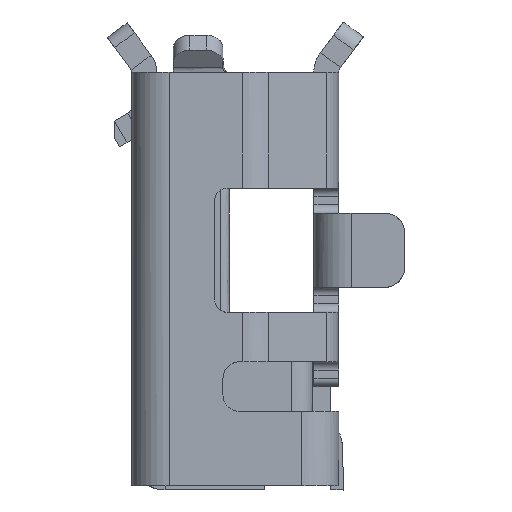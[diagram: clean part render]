
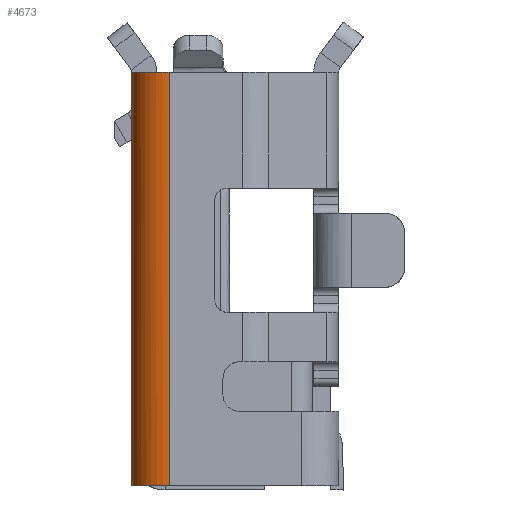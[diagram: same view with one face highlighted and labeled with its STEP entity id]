
A CAD part, left-side view. The second image highlights one B-rep face of the part: STEP entity #4673.
In plain terms, the highlighted free-form (B-spline) face has degree [1, 3] with [2, 4] control points.
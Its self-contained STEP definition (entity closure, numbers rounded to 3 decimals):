
#921 = CARTESIAN_POINT ( 'NONE',  ( -3.11, 2.5, 2.518 ) ) ;
#1566 = CARTESIAN_POINT ( 'NONE',  ( -3.343, 2.453, -2.482 ) ) ;
#1602 = CARTESIAN_POINT ( 'NONE',  ( -3.56, 2.05, -2.482 ) ) ;
#1731 = VERTEX_POINT ( 'NONE', #22634 ) ;
#1953 = VERTEX_POINT ( 'NONE', #1989 ) ;
#1989 = CARTESIAN_POINT ( 'NONE',  ( -3.11, 2.5, 2.518 ) ) ;
#2230 = EDGE_CURVE ( 'NONE', #2678, #15934, #4721, .T. ) ;
#2678 = VERTEX_POINT ( 'NONE', #9084 ) ;
#2746 = EDGE_LOOP ( 'NONE', ( #12053, #7603, #16034, #18744 ) ) ;
#3131 = CARTESIAN_POINT ( 'NONE',  ( -3.56, 2.168, -2.482 ) ) ;
#3279 = CARTESIAN_POINT ( 'NONE',  ( -3.56, 2.05, 2.518 ) ) ;
#3583 = CARTESIAN_POINT ( 'NONE',  ( -3.56, 2.05, 2.518 ) ) ;
#3585 = B_SPLINE_CURVE_WITH_KNOTS ( 'NONE', 1,
 ( #921, #19393 ),
 .UNSPECIFIED., .F., .F.,
 ( 2, 2 ),
 ( 0., 1. ),
 .UNSPECIFIED. ) ;
#4673 = ADVANCED_FACE ( 'NONE', ( #14330 ), #5676, .F. ) ;
#4721 = B_SPLINE_CURVE_WITH_KNOTS ( 'NONE', 3,
 ( #17891, #3131, #19447, #1566, #6819, #12116 ),
 .UNSPECIFIED., .F., .F.,
 ( 4, 2, 4 ),
 ( 0., 0.5, 1. ),
 .UNSPECIFIED. ) ;
#5487 = CARTESIAN_POINT ( 'NONE',  ( -3.343, 2.453, 2.518 ) ) ;
#5676 =( BOUNDED_SURFACE ( )  B_SPLINE_SURFACE ( 1, 3, ( 
 ( #23557, #7089, #21637, #21398 ),
 ( #8533, #19830, #17919, #3279 ) ),
 .UNSPECIFIED., .F., .F., .T. ) 
 B_SPLINE_SURFACE_WITH_KNOTS ( ( 2, 2 ),
 ( 4, 4 ),
 ( 0.019, 0.981 ),
 ( 0., 1. ),
 .UNSPECIFIED. ) 
 GEOMETRIC_REPRESENTATION_ITEM ( )  RATIONAL_B_SPLINE_SURFACE ( (
 ( 1., 0.805, 0.805, 1.),
 ( 1., 0.805, 0.805, 1.) ) ) 
 REPRESENTATION_ITEM ( '' )  SURFACE ( )  );
#6819 = CARTESIAN_POINT ( 'NONE',  ( -3.229, 2.5, -2.482 ) ) ;
#7089 = CARTESIAN_POINT ( 'NONE',  ( -3.374, 2.5, -2.482 ) ) ;
#7285 = EDGE_CURVE ( 'NONE', #1953, #15934, #3585, .T. ) ;
#7603 = ORIENTED_EDGE ( 'NONE', *, *, #7840, .F. ) ;
#7840 = EDGE_CURVE ( 'NONE', #1731, #2678, #19018, .T. ) ;
#8533 = CARTESIAN_POINT ( 'NONE',  ( -3.11, 2.5, 2.518 ) ) ;
#9084 = CARTESIAN_POINT ( 'NONE',  ( -3.56, 2.05, -2.482 ) ) ;
#12053 = ORIENTED_EDGE ( 'NONE', *, *, #2230, .F. ) ;
#12116 = CARTESIAN_POINT ( 'NONE',  ( -3.11, 2.5, -2.482 ) ) ;
#12697 = CARTESIAN_POINT ( 'NONE',  ( -3.513, 2.283, 2.518 ) ) ;
#12978 = CARTESIAN_POINT ( 'NONE',  ( -3.11, 2.5, -2.482 ) ) ;
#14330 = FACE_OUTER_BOUND ( 'NONE', #2746, .T. ) ;
#15934 = VERTEX_POINT ( 'NONE', #12978 ) ;
#16034 = ORIENTED_EDGE ( 'NONE', *, *, #16437, .F. ) ;
#16204 = CARTESIAN_POINT ( 'NONE',  ( -3.11, 2.5, 2.518 ) ) ;
#16437 = EDGE_CURVE ( 'NONE', #1953, #1731, #20946, .T. ) ;
#17891 = CARTESIAN_POINT ( 'NONE',  ( -3.56, 2.05, -2.482 ) ) ;
#17919 = CARTESIAN_POINT ( 'NONE',  ( -3.56, 2.314, 2.518 ) ) ;
#17984 = CARTESIAN_POINT ( 'NONE',  ( -3.228, 2.5, 2.518 ) ) ;
#18043 = CARTESIAN_POINT ( 'NONE',  ( -3.56, 2.05, 2.518 ) ) ;
#18744 = ORIENTED_EDGE ( 'NONE', *, *, #7285, .T. ) ;
#19018 = B_SPLINE_CURVE_WITH_KNOTS ( 'NONE', 1,
 ( #18043, #1602 ),
 .UNSPECIFIED., .F., .F.,
 ( 2, 2 ),
 ( 0., 1. ),
 .UNSPECIFIED. ) ;
#19393 = CARTESIAN_POINT ( 'NONE',  ( -3.11, 2.5, -2.482 ) ) ;
#19447 = CARTESIAN_POINT ( 'NONE',  ( -3.513, 2.283, -2.482 ) ) ;
#19830 = CARTESIAN_POINT ( 'NONE',  ( -3.374, 2.5, 2.518 ) ) ;
#20014 = CARTESIAN_POINT ( 'NONE',  ( -3.56, 2.169, 2.518 ) ) ;
#20946 = B_SPLINE_CURVE_WITH_KNOTS ( 'NONE', 3,
 ( #16204, #17984, #5487, #12697, #20014, #3583 ),
 .UNSPECIFIED., .F., .F.,
 ( 4, 2, 4 ),
 ( 0., 0.5, 1. ),
 .UNSPECIFIED. ) ;
#21398 = CARTESIAN_POINT ( 'NONE',  ( -3.56, 2.05, -2.482 ) ) ;
#21637 = CARTESIAN_POINT ( 'NONE',  ( -3.56, 2.314, -2.482 ) ) ;
#22634 = CARTESIAN_POINT ( 'NONE',  ( -3.56, 2.05, 2.518 ) ) ;
#23557 = CARTESIAN_POINT ( 'NONE',  ( -3.11, 2.5, -2.482 ) ) ;
